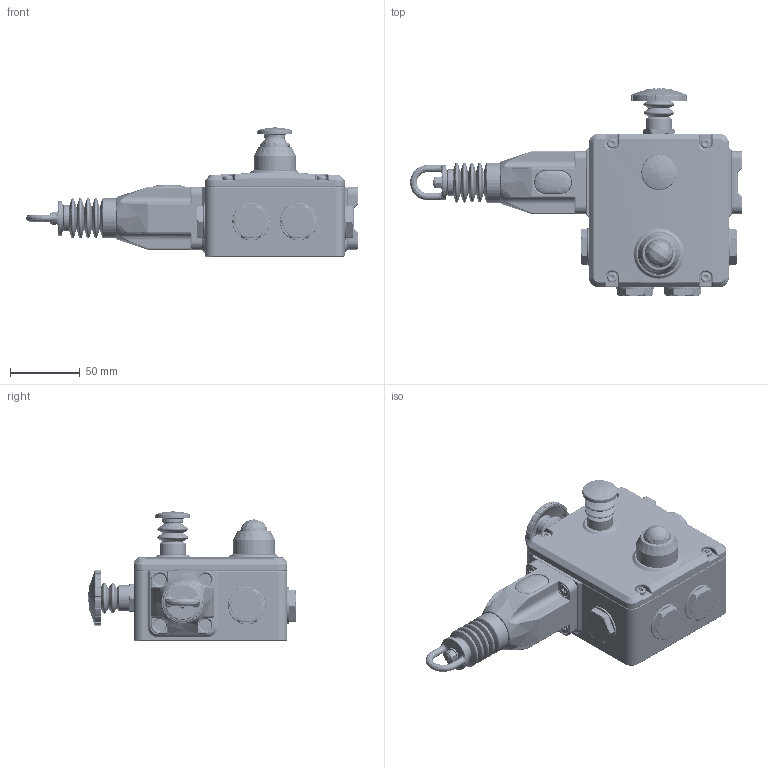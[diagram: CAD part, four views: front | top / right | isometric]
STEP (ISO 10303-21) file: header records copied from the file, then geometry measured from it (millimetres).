
FILE_DESCRIPTION (( 'STEP AP214' ), '1' );
FILE_NAME ('GLHR-141010-BS.STEP', '2021-06-10T12:24:22', ( '' ), ( '' ), 'SwSTEP 2.0', 'SolidWorks 2021', '' );
FILE_SCHEMA (( 'AUTOMOTIVE_DESIGN' ));
Length unit declared in the file: inch
Products named in the file (1): GLHR-141010-BS
Bounding box: 237.6 x 148.51 x 92.5 mm (x, y, z)
Volume: 308117.1 mm3; surface area: 193503.2 mm2
Topology: 43 solids, 43 shells, 4892 faces, 11989 edges, 7278 vertices
Faces by surface type: cylinder 1613, plane 1501, bspline 1230, cone 356, torus 184, sphere 8
Full cylindrical faces by diameter (mm): 19.05 x2
Entity records: 193372 total; most frequent: CARTESIAN_POINT 85193, ORIENTED_EDGE 23792, DIRECTION 20878, EDGE_CURVE 11896, AXIS2_PLACEMENT_3D 7748, VERTEX_POINT 7276, VECTOR 5382, LINE 5382
